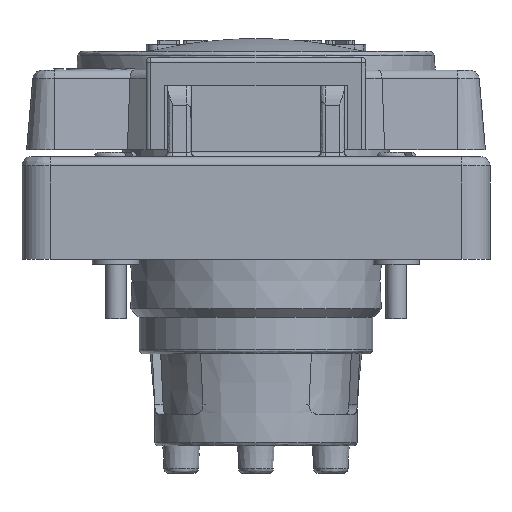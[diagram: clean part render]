
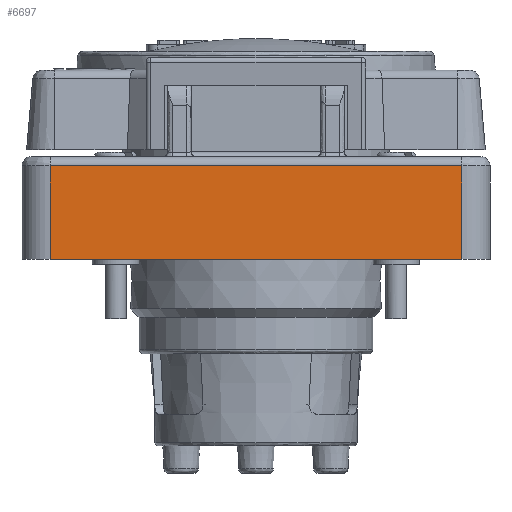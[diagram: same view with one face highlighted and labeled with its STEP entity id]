
A CAD part, front view. The second image highlights one B-rep face of the part: STEP entity #6697.
In plain terms, the highlighted planar face has unit normal (0, -1, 0).
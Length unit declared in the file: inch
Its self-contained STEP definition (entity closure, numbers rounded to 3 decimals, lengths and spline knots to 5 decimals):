
#248 = EDGE_CURVE ( 'NONE', #11351, #18018, #20069, .T. ) ;
#3045 = DIRECTION ( 'NONE',  ( 1., 0., 0. ) ) ;
#3064 = CARTESIAN_POINT ( 'NONE',  ( -1.3755, -2.3125, -0.16017 ) ) ;
#5694 = ORIENTED_EDGE ( 'NONE', *, *, #6631, .F. ) ;
#5992 = LINE ( 'NONE', #26151, #23117 ) ;
#6396 = ORIENTED_EDGE ( 'NONE', *, *, #12967, .F. ) ;
#6631 = EDGE_CURVE ( 'NONE', #19925, #18018, #13664, .T. ) ;
#6697 = ADVANCED_FACE ( 'NONE', ( #21315 ), #16500, .T. ) ;
#7415 = VECTOR ( 'NONE', #15755, 39.37008 ) ;
#8011 = VECTOR ( 'NONE', #9525, 39.37008 ) ;
#8462 = EDGE_LOOP ( 'NONE', ( #12510, #10352, #5694, #6396 ) ) ;
#8964 = CARTESIAN_POINT ( 'NONE',  ( 1.3755, -2.3125, -0.78517 ) ) ;
#9008 = VECTOR ( 'NONE', #15670, 39.37008 ) ;
#9525 = DIRECTION ( 'NONE',  ( 0., 0., -1. ) ) ;
#10352 = ORIENTED_EDGE ( 'NONE', *, *, #248, .T. ) ;
#10382 = VERTEX_POINT ( 'NONE', #3064 ) ;
#11351 = VERTEX_POINT ( 'NONE', #19272 ) ;
#12510 = ORIENTED_EDGE ( 'NONE', *, *, #16027, .T. ) ;
#12967 = EDGE_CURVE ( 'NONE', #10382, #19925, #24692, .T. ) ;
#13664 = LINE ( 'NONE', #22889, #8011 ) ;
#15670 = DIRECTION ( 'NONE',  ( 1., 0., 0. ) ) ;
#15755 = DIRECTION ( 'NONE',  ( 1., 0., 0. ) ) ;
#16027 = EDGE_CURVE ( 'NONE', #10382, #11351, #5992, .T. ) ;
#16500 = PLANE ( 'NONE',  #21776 ) ;
#18018 = VERTEX_POINT ( 'NONE', #20331 ) ;
#19272 = CARTESIAN_POINT ( 'NONE',  ( -1.3755, -2.3125, -0.78517 ) ) ;
#19925 = VERTEX_POINT ( 'NONE', #20443 ) ;
#20069 = LINE ( 'NONE', #8964, #7415 ) ;
#20331 = CARTESIAN_POINT ( 'NONE',  ( 1.3755, -2.3125, -0.78517 ) ) ;
#20443 = CARTESIAN_POINT ( 'NONE',  ( 1.3755, -2.3125, -0.16017 ) ) ;
#21315 = FACE_OUTER_BOUND ( 'NONE', #8462, .T. ) ;
#21585 = CARTESIAN_POINT ( 'NONE',  ( 0., -2.3125, -0.16017 ) ) ;
#21776 = AXIS2_PLACEMENT_3D ( 'NONE', #25345, #25454, #3045 ) ;
#22889 = CARTESIAN_POINT ( 'NONE',  ( 1.3755, -2.3125, -0.78517 ) ) ;
#23117 = VECTOR ( 'NONE', #28613, 39.37008 ) ;
#24692 = LINE ( 'NONE', #21585, #9008 ) ;
#25345 = CARTESIAN_POINT ( 'NONE',  ( 1.3755, -2.3125, -0.78517 ) ) ;
#25454 = DIRECTION ( 'NONE',  ( 0., -1., 0. ) ) ;
#26151 = CARTESIAN_POINT ( 'NONE',  ( -1.3755, -2.3125, -0.78517 ) ) ;
#28613 = DIRECTION ( 'NONE',  ( 0., 0., -1. ) ) ;
